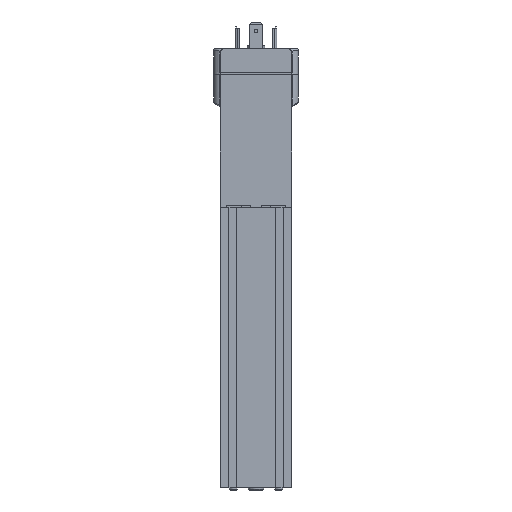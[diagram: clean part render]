
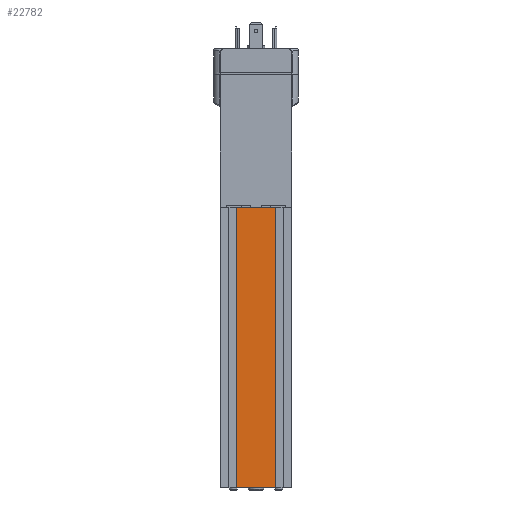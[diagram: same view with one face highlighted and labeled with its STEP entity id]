
A CAD part, front view. The second image highlights one B-rep face of the part: STEP entity #22782.
In plain terms, the highlighted planar face has unit normal (0, -1, 0).
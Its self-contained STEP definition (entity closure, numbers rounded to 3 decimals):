
#34 = DIRECTION ( 'NONE',  ( 0., 0., 1. ) ) ;
#928 = AXIS2_PLACEMENT_3D ( 'NONE', #17946, #24041, #1039 ) ;
#1039 = DIRECTION ( 'NONE',  ( 0., 0., -1. ) ) ;
#1188 = DIRECTION ( 'NONE',  ( 1., 0., 0. ) ) ;
#1579 = VECTOR ( 'NONE', #34, 1000. ) ;
#3023 = ORIENTED_EDGE ( 'NONE', *, *, #3100, .F. ) ;
#3044 = CARTESIAN_POINT ( 'NONE',  ( -9., 0., -129.5 ) ) ;
#3100 = EDGE_CURVE ( 'NONE', #12261, #11205, #15431, .T. ) ;
#3842 = CARTESIAN_POINT ( 'NONE',  ( 9., 0., -129.5 ) ) ;
#5708 = LINE ( 'NONE', #3842, #11577 ) ;
#5735 = VECTOR ( 'NONE', #1188, 1000. ) ;
#7033 = CARTESIAN_POINT ( 'NONE',  ( 9., 0., -129.5 ) ) ;
#7426 = ORIENTED_EDGE ( 'NONE', *, *, #9710, .T. ) ;
#8094 = VERTEX_POINT ( 'NONE', #24505 ) ;
#8410 = ORIENTED_EDGE ( 'NONE', *, *, #21689, .T. ) ;
#9169 = DIRECTION ( 'NONE',  ( 1., 0., 0. ) ) ;
#9710 = EDGE_CURVE ( 'NONE', #12261, #8094, #14485, .T. ) ;
#11205 = VERTEX_POINT ( 'NONE', #14093 ) ;
#11577 = VECTOR ( 'NONE', #24487, 1000. ) ;
#12261 = VERTEX_POINT ( 'NONE', #3044 ) ;
#14093 = CARTESIAN_POINT ( 'NONE',  ( -9., 0., 0. ) ) ;
#14485 = LINE ( 'NONE', #7033, #5735 ) ;
#15040 = VECTOR ( 'NONE', #9169, 1000. ) ;
#15431 = LINE ( 'NONE', #24529, #1579 ) ;
#16074 = FACE_OUTER_BOUND ( 'NONE', #21406, .T. ) ;
#16618 = EDGE_CURVE ( 'NONE', #11205, #23739, #16628, .T. ) ;
#16628 = LINE ( 'NONE', #24233, #15040 ) ;
#17946 = CARTESIAN_POINT ( 'NONE',  ( 9., 0., -129.5 ) ) ;
#20065 = PLANE ( 'NONE',  #928 ) ;
#20970 = ORIENTED_EDGE ( 'NONE', *, *, #16618, .F. ) ;
#21406 = EDGE_LOOP ( 'NONE', ( #20970, #3023, #7426, #8410 ) ) ;
#21689 = EDGE_CURVE ( 'NONE', #8094, #23739, #5708, .T. ) ;
#22782 = ADVANCED_FACE ( 'NONE', ( #16074 ), #20065, .T. ) ;
#23420 = CARTESIAN_POINT ( 'NONE',  ( 9., 0., 0. ) ) ;
#23739 = VERTEX_POINT ( 'NONE', #23420 ) ;
#24041 = DIRECTION ( 'NONE',  ( 0., -1., 0. ) ) ;
#24233 = CARTESIAN_POINT ( 'NONE',  ( 9., 0., 0. ) ) ;
#24487 = DIRECTION ( 'NONE',  ( 0., 0., 1. ) ) ;
#24505 = CARTESIAN_POINT ( 'NONE',  ( 9., 0., -129.5 ) ) ;
#24529 = CARTESIAN_POINT ( 'NONE',  ( -9., 0., -129.5 ) ) ;
